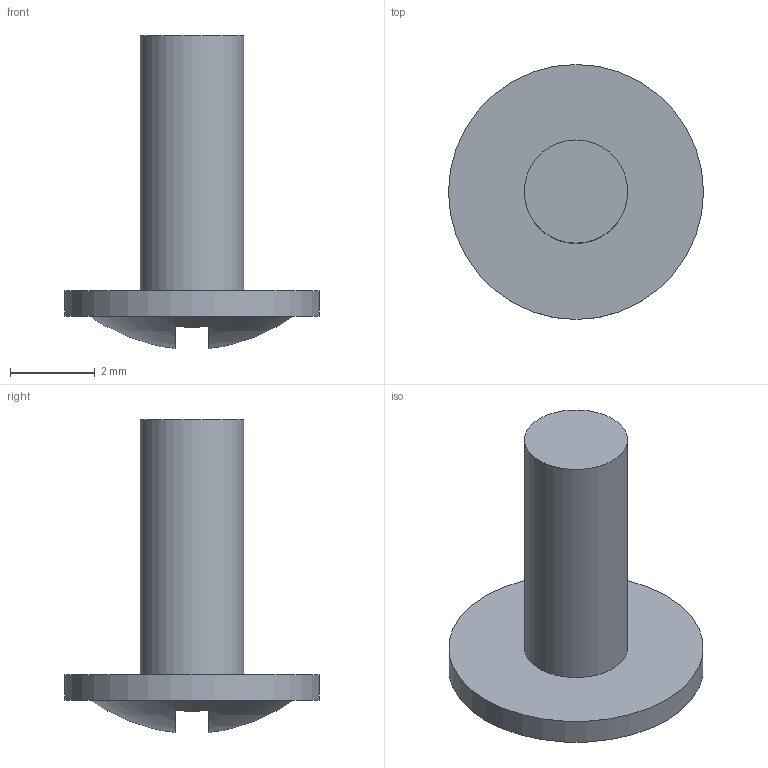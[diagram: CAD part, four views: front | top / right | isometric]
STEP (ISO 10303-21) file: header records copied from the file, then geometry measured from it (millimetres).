
FILE_DESCRIPTION(/* description */ (''),/* implementation_level */ '2;1');
FILE_NAME(/* name */ 'Screw_M2.5x6_v1.step',/* time_stamp */ '2022-03-24T13:18:37+04:00',/* author */ (''),/* organization */ (''),/* preprocessor_version */ 'ST-DEVELOPER v18.1',/* originating_system */ 'Autodesk Translation Framework v10.13.0.1454',/* authorisation */ '');
FILE_SCHEMA (('AUTOMOTIVE_DESIGN { 1 0 10303 214 3 1 1 }'));
Length unit declared in the file: millimetre
Products named in the file (1): Screw M2.5x6
Bounding box: 6 x 6 x 7.36 mm (x, y, z)
Volume: 47.9 mm3; surface area: 125.1 mm2
Topology: 1 solids, 1 shells, 35 faces, 73 edges, 38 vertices
Faces by surface type: plane 28, cone 4, cylinder 2, sphere 1
Full cylindrical faces by diameter (mm): 2.43 x1, 6 x1
Entity records: 914 total; most frequent: DIRECTION 164, CARTESIAN_POINT 143, ORIENTED_EDGE 138, EDGE_CURVE 69, AXIS2_PLACEMENT_3D 59, LINE 46, VECTOR 46, VERTEX_POINT 38
